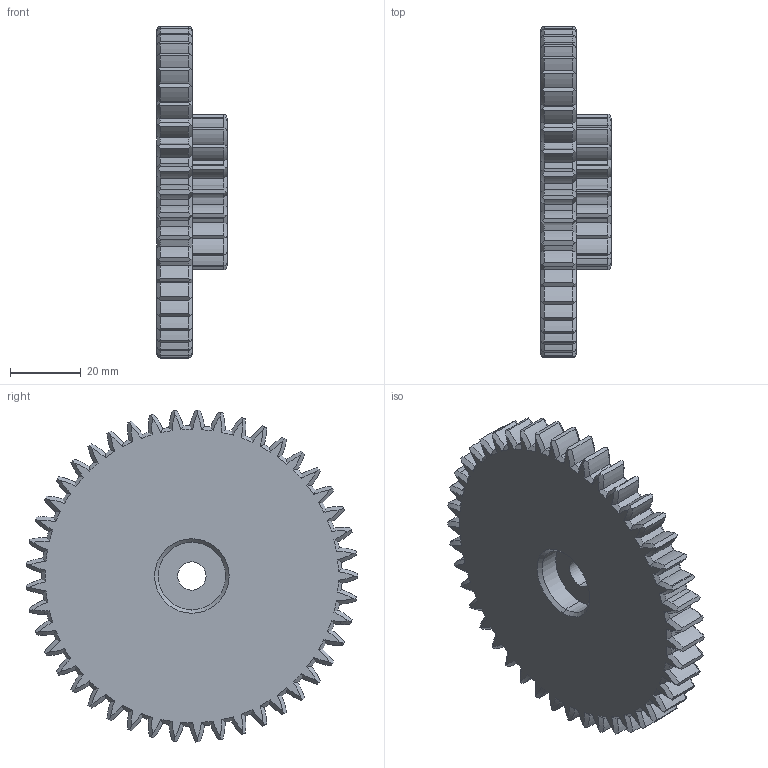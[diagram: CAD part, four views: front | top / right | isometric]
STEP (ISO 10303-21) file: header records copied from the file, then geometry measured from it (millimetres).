
FILE_DESCRIPTION (( 'STEP AP203' ), '1' );
FILE_NAME ('Gear m2 z45.STEP', '2021-07-31T11:50:12', ( '' ), ( '' ), 'SwSTEP 2.0', 'SolidWorks 2020', '' );
FILE_SCHEMA (( 'CONFIG_CONTROL_DESIGN' ));
Length unit declared in the file: millimetre
Products named in the file (1): Gear m2 z45
Bounding box: 20 x 93.93 x 93.98 mm (x, y, z)
Volume: 70055.7 mm3; surface area: 20771.2 mm2
Topology: 1 solids, 1 shells, 630 faces, 1643 edges, 1018 vertices
Faces by surface type: cone 350, cylinder 275, plane 5
Entity records: 20020 total; most frequent: CARTESIAN_POINT 4963, ORIENTED_EDGE 3286, DIRECTION 3139, EDGE_CURVE 1643, AXIS2_PLACEMENT_3D 1422, VERTEX_POINT 1018, CIRCLE 791, EDGE_LOOP 635
